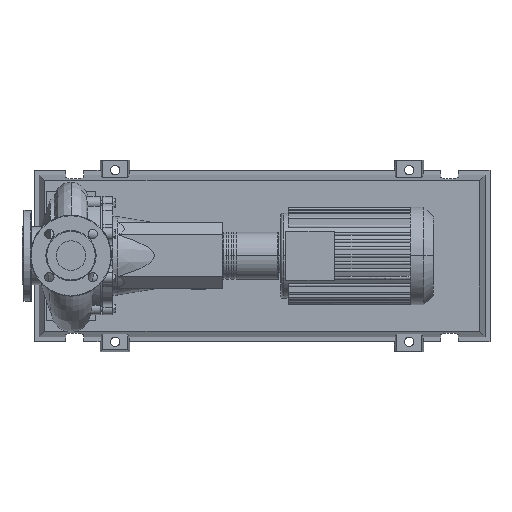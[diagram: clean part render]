
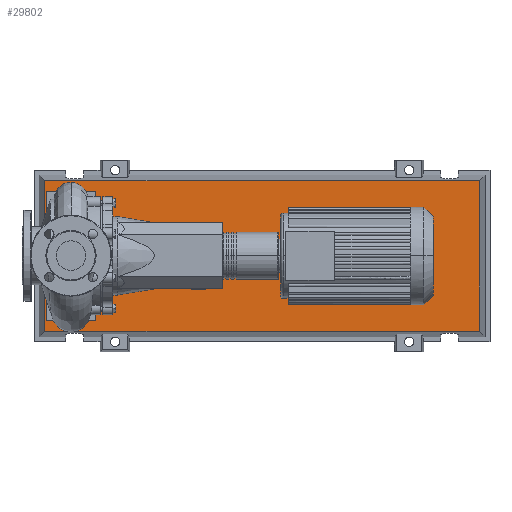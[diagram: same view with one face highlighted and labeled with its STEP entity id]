
A CAD part, top view. The second image highlights one B-rep face of the part: STEP entity #29802.
In plain terms, the highlighted planar face has unit normal (0, 0, 1).
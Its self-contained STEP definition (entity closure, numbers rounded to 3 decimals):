
#29483=CARTESIAN_POINT('',(833.292,-153.292,83.0));
#29484=VERTEX_POINT('',#29483);
#29491=CARTESIAN_POINT('',(-53.292,-153.292,83.0));
#29492=VERTEX_POINT('',#29491);
#29493=CARTESIAN_POINT('',(833.292,-153.292,83.0));
#29494=DIRECTION('',(-1.0,0.0,0.0));
#29495=VECTOR('',#29494,886.584);
#29496=LINE('',#29493,#29495);
#29497=EDGE_CURVE('',#29484,#29492,#29496,.T.);
#29715=CARTESIAN_POINT('',(833.292,153.292,83.0));
#29716=VERTEX_POINT('',#29715);
#29717=CARTESIAN_POINT('',(833.292,153.292,83.0));
#29718=DIRECTION('',(0.0,-1.0,0.0));
#29719=VECTOR('',#29718,306.584);
#29720=LINE('',#29717,#29719);
#29721=EDGE_CURVE('',#29716,#29484,#29720,.T.);
#29739=CARTESIAN_POINT('',(-53.292,153.292,83.0));
#29740=VERTEX_POINT('',#29739);
#29741=CARTESIAN_POINT('',(-53.292,-153.292,83.0));
#29742=DIRECTION('',(0.0,1.0,0.0));
#29743=VECTOR('',#29742,306.584);
#29744=LINE('',#29741,#29743);
#29745=EDGE_CURVE('',#29492,#29740,#29744,.T.);
#29778=CARTESIAN_POINT('',(-53.292,153.292,83.0));
#29779=DIRECTION('',(1.0,0.0,0.0));
#29780=VECTOR('',#29779,886.584);
#29781=LINE('',#29778,#29780);
#29782=EDGE_CURVE('',#29740,#29716,#29781,.T.);
#29791=CARTESIAN_POINT('',(390.,0.,83.0));
#29792=DIRECTION('',(0.0,0.0,1.0));
#29793=DIRECTION('',(1.0,0.0,0.0));
#29794=AXIS2_PLACEMENT_3D('',#29791,#29792,#29793);
#29795=PLANE('',#29794);
#29796=ORIENTED_EDGE('',*,*,#29721,.F.);
#29797=ORIENTED_EDGE('',*,*,#29782,.F.);
#29798=ORIENTED_EDGE('',*,*,#29745,.F.);
#29799=ORIENTED_EDGE('',*,*,#29497,.F.);
#29800=EDGE_LOOP('',(#29796,#29797,#29798,#29799));
#29801=FACE_OUTER_BOUND('',#29800,.T.);
#29802=ADVANCED_FACE('',(#29801),#29795,.T.);
